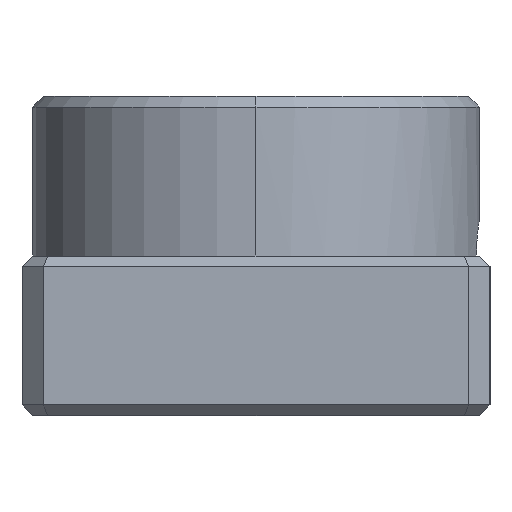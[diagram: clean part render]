
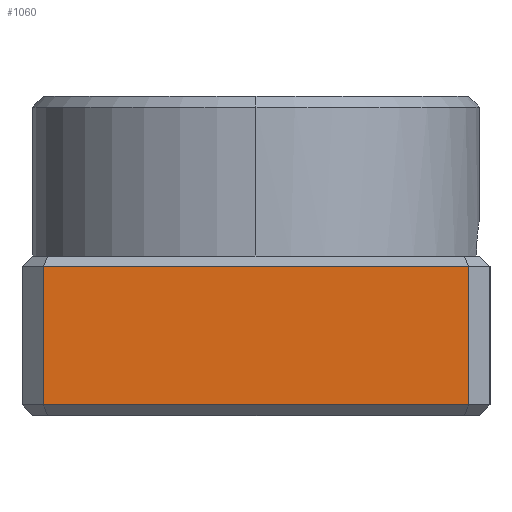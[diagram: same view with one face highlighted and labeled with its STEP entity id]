
A CAD part, left-side view. The second image highlights one B-rep face of the part: STEP entity #1060.
In plain terms, the highlighted planar face has unit normal (-1, 0, 0).
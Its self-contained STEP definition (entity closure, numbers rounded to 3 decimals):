
#6 = AXIS2_PLACEMENT_3D ( 'NONE', #865, #2295, #652 ) ;
#54 = VERTEX_POINT ( 'NONE', #1967 ) ;
#81 = DIRECTION ( 'NONE',  ( 0., 0., -1. ) ) ;
#96 = FACE_OUTER_BOUND ( 'NONE', #613, .T. ) ;
#206 = ORIENTED_EDGE ( 'NONE', *, *, #2190, .T. ) ;
#230 = CARTESIAN_POINT ( 'NONE',  ( -37., 20., 1. ) ) ;
#243 = DIRECTION ( 'NONE',  ( 0., 0., -1. ) ) ;
#248 = VECTOR ( 'NONE', #2054, 1000. ) ;
#310 = EDGE_CURVE ( 'NONE', #589, #54, #1878, .T. ) ;
#407 = EDGE_CURVE ( 'NONE', #1655, #1932, #1821, .T. ) ;
#589 = VERTEX_POINT ( 'NONE', #1594 ) ;
#613 = EDGE_LOOP ( 'NONE', ( #2097, #1353, #2016, #206 ) ) ;
#652 = DIRECTION ( 'NONE',  ( 0., 1., 0. ) ) ;
#680 = PLANE ( 'NONE',  #6 ) ;
#761 = CARTESIAN_POINT ( 'NONE',  ( -37., 20., 14. ) ) ;
#865 = CARTESIAN_POINT ( 'NONE',  ( -37., 20., 15. ) ) ;
#1060 = ADVANCED_FACE ( 'NONE', ( #96 ), #680, .F. ) ;
#1126 = VECTOR ( 'NONE', #1548, 1000. ) ;
#1263 = VECTOR ( 'NONE', #81, 1000. ) ;
#1353 = ORIENTED_EDGE ( 'NONE', *, *, #2207, .T. ) ;
#1543 = CARTESIAN_POINT ( 'NONE',  ( -37., -20., 15. ) ) ;
#1548 = DIRECTION ( 'NONE',  ( 0., -1., 0. ) ) ;
#1594 = CARTESIAN_POINT ( 'NONE',  ( -37., 20., 14. ) ) ;
#1655 = VERTEX_POINT ( 'NONE', #2027 ) ;
#1821 = LINE ( 'NONE', #1543, #1263 ) ;
#1878 = LINE ( 'NONE', #2231, #2133 ) ;
#1881 = LINE ( 'NONE', #761, #248 ) ;
#1932 = VERTEX_POINT ( 'NONE', #2126 ) ;
#1967 = CARTESIAN_POINT ( 'NONE',  ( -37., 20., 1. ) ) ;
#2016 = ORIENTED_EDGE ( 'NONE', *, *, #407, .F. ) ;
#2027 = CARTESIAN_POINT ( 'NONE',  ( -37., -20., 14. ) ) ;
#2054 = DIRECTION ( 'NONE',  ( 0., 1., 0. ) ) ;
#2077 = LINE ( 'NONE', #230, #1126 ) ;
#2097 = ORIENTED_EDGE ( 'NONE', *, *, #310, .T. ) ;
#2126 = CARTESIAN_POINT ( 'NONE',  ( -37., -20., 1. ) ) ;
#2133 = VECTOR ( 'NONE', #243, 1000. ) ;
#2190 = EDGE_CURVE ( 'NONE', #1655, #589, #1881, .T. ) ;
#2207 = EDGE_CURVE ( 'NONE', #54, #1932, #2077, .T. ) ;
#2231 = CARTESIAN_POINT ( 'NONE',  ( -37., 20., 15. ) ) ;
#2295 = DIRECTION ( 'NONE',  ( 1., 0., 0. ) ) ;
